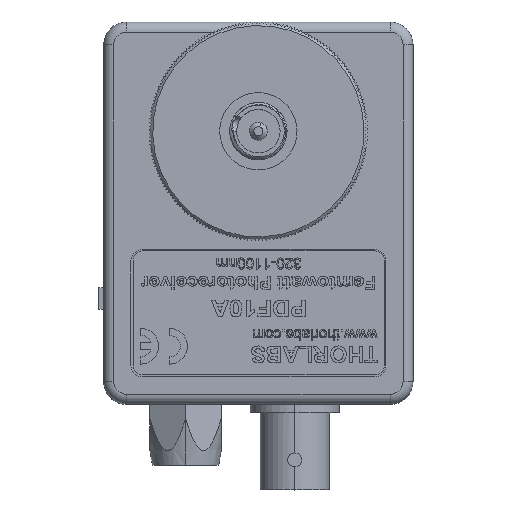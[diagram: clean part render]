
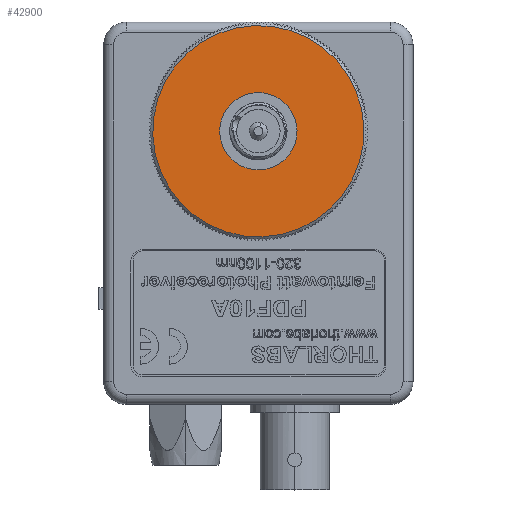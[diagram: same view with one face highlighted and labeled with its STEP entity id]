
A CAD part, top view. The second image highlights one B-rep face of the part: STEP entity #42900.
In plain terms, the highlighted face is planar.
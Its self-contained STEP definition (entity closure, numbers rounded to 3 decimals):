
#26086 = EDGE_CURVE ( 'NONE', #26088, #26089, #70393, .T. ) ;
#26088 = VERTEX_POINT ( 'NONE', #70376 ) ;
#26089 = VERTEX_POINT ( 'NONE', #70374 ) ;
#42900 = ADVANCED_FACE ( 'NONE', ( #67656, #67655 ), #67657, .F. ) ;
#42905 = EDGE_LOOP ( 'NONE', ( #42907, #42911 ) ) ;
#42907 = ORIENTED_EDGE ( 'NONE', *, *, #42909, .T. ) ;
#42909 = EDGE_CURVE ( 'NONE', #26089, #26088, #67731, .T. ) ;
#42911 = ORIENTED_EDGE ( 'NONE', *, *, #26086, .T. ) ;
#42912 = EDGE_LOOP ( 'NONE', ( #42915, #42974 ) ) ;
#42915 = ORIENTED_EDGE ( 'NONE', *, *, #42966, .T. ) ;
#42966 = EDGE_CURVE ( 'NONE', #42967, #42971, #67953, .T. ) ;
#42967 = VERTEX_POINT ( 'NONE', #67986 ) ;
#42971 = VERTEX_POINT ( 'NONE', #67983 ) ;
#42974 = ORIENTED_EDGE ( 'NONE', *, *, #42977, .T. ) ;
#42977 = EDGE_CURVE ( 'NONE', #42971, #42967, #67975, .T. ) ;
#67655 = FACE_BOUND ( 'NONE', #42912, .T. ) ;
#67656 = FACE_OUTER_BOUND ( 'NONE', #42905, .T. ) ;
#67657 = PLANE ( 'NONE',  #67761 ) ;
#67725 = DIRECTION ( 'NONE',  ( 1., 0., 0. ) ) ;
#67727 = DIRECTION ( 'NONE',  ( 0., 0., -1. ) ) ;
#67729 = CARTESIAN_POINT ( 'NONE',  ( -7.74, 2.515, -2.268 ) ) ;
#67730 = AXIS2_PLACEMENT_3D ( 'NONE', #67729, #67727, #67725 ) ;
#67731 = CIRCLE ( 'NONE', #67730, 14.75 ) ;
#67756 = DIRECTION ( 'NONE',  ( 1., 0., 0. ) ) ;
#67758 = DIRECTION ( 'NONE',  ( 0., 0., 1. ) ) ;
#67759 = CARTESIAN_POINT ( 'NONE',  ( -7.74, 2.515, -2.268 ) ) ;
#67761 = AXIS2_PLACEMENT_3D ( 'NONE', #67759, #67758, #67756 ) ;
#67949 = DIRECTION ( 'NONE',  ( 0., 0., 1. ) ) ;
#67951 = AXIS2_PLACEMENT_3D ( 'NONE', #67962, #67949, #67988 ) ;
#67953 = CIRCLE ( 'NONE', #67951, 4.216 ) ;
#67962 = CARTESIAN_POINT ( 'NONE',  ( -7.74, 2.515, -2.268 ) ) ;
#67970 = DIRECTION ( 'NONE',  ( 1., 0., 0. ) ) ;
#67972 = DIRECTION ( 'NONE',  ( 0., 0., 1. ) ) ;
#67973 = CARTESIAN_POINT ( 'NONE',  ( -7.74, 2.515, -2.268 ) ) ;
#67974 = AXIS2_PLACEMENT_3D ( 'NONE', #67973, #67972, #67970 ) ;
#67975 = CIRCLE ( 'NONE', #67974, 4.216 ) ;
#67983 = CARTESIAN_POINT ( 'NONE',  ( -11.956, 2.515, -2.268 ) ) ;
#67986 = CARTESIAN_POINT ( 'NONE',  ( -3.523, 2.515, -2.268 ) ) ;
#67988 = DIRECTION ( 'NONE',  ( 1., 0., 0. ) ) ;
#70374 = CARTESIAN_POINT ( 'NONE',  ( 7.01, 2.515, -2.268 ) ) ;
#70376 = CARTESIAN_POINT ( 'NONE',  ( -22.49, 2.515, -2.268 ) ) ;
#70387 = DIRECTION ( 'NONE',  ( 1., 0., 0. ) ) ;
#70389 = DIRECTION ( 'NONE',  ( 0., 0., -1. ) ) ;
#70390 = CARTESIAN_POINT ( 'NONE',  ( -7.74, 2.515, -2.268 ) ) ;
#70392 = AXIS2_PLACEMENT_3D ( 'NONE', #70390, #70389, #70387 ) ;
#70393 = CIRCLE ( 'NONE', #70392, 14.75 ) ;
